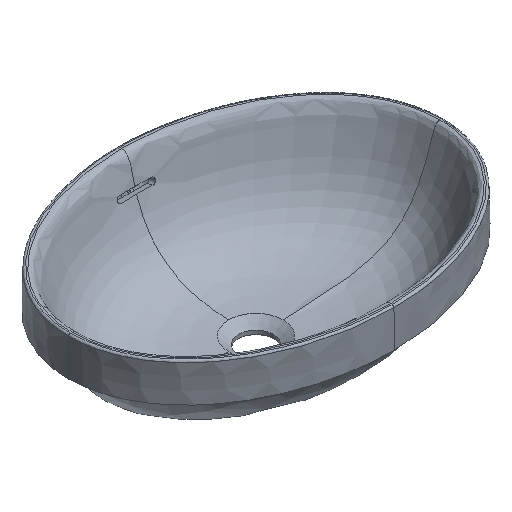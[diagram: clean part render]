
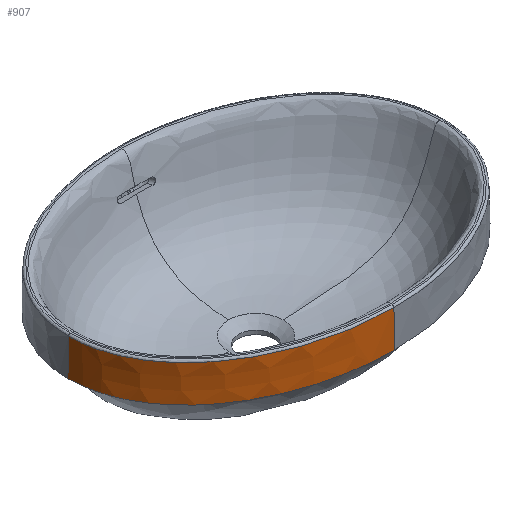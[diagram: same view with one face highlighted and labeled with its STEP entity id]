
A CAD part, isometric view. The second image highlights one B-rep face of the part: STEP entity #907.
In plain terms, the highlighted free-form (B-spline) face has degree [3, 3] with [4, 10] control points.
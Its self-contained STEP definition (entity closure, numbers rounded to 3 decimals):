
#846=B_SPLINE_SURFACE_WITH_KNOTS('',3,3,((#16516,#16517,#16518,#16519,#16520,
#16521,#16522,#16523,#16524,#16525),(#16526,#16527,#16528,#16529,#16530,
#16531,#16532,#16533,#16534,#16535),(#16536,#16537,#16538,#16539,#16540,
#16541,#16542,#16543,#16544,#16545),(#16546,#16547,#16548,#16549,#16550,
#16551,#16552,#16553,#16554,#16555)),.UNSPECIFIED.,.F.,.F.,.F.,(4,4),(4,
3,3,4),(0.,1.),(0.,0.5,0.75,1.),.UNSPECIFIED.);
#907=ADVANCED_FACE('',(#1277),#846,.T.);
#1277=FACE_OUTER_BOUND('',#1593,.T.);
#1593=EDGE_LOOP('',(#2441,#2442,#2443,#2444));
#1994=B_SPLINE_CURVE_WITH_KNOTS('',3,(#16460,#16461,#16462,#16463),
 .UNSPECIFIED.,.F.,.F.,(4,4),(0.,1.),.UNSPECIFIED.);
#1995=B_SPLINE_CURVE_WITH_KNOTS('',3,(#16466,#16467,#16468,#16469,#16470,
#16471,#16472,#16473,#16474,#16475,#16476,#16477,#16478,#16479,#16480,#16481,
#16482,#16483,#16484,#16485,#16486,#16487),.UNSPECIFIED.,.F.,.F.,(4,2,2,
2,2,2,2,2,2,2,4),(0.,0.25,0.375,0.5,0.563,0.625,0.688,0.75,
0.813,0.875,1.),.UNSPECIFIED.);
#1996=B_SPLINE_CURVE_WITH_KNOTS('',3,(#16489,#16490,#16491,#16492),
 .UNSPECIFIED.,.F.,.F.,(4,4),(0.,1.),.UNSPECIFIED.);
#1997=B_SPLINE_CURVE_WITH_KNOTS('',3,(#16494,#16495,#16496,#16497,#16498,
#16499,#16500,#16501,#16502,#16503,#16504,#16505,#16506,#16507,#16508,#16509,
#16510,#16511,#16512,#16513,#16514,#16515),.UNSPECIFIED.,.F.,.F.,(4,2,2,
2,2,2,2,2,2,2,4),(0.,0.125,0.188,0.25,0.313,0.375,0.438,0.5,0.625,0.75,
1.),.UNSPECIFIED.);
#2441=ORIENTED_EDGE('',*,*,#4467,.T.);
#2442=ORIENTED_EDGE('',*,*,#4468,.T.);
#2443=ORIENTED_EDGE('',*,*,#4469,.F.);
#2444=ORIENTED_EDGE('',*,*,#4470,.T.);
#3985=VERTEX_POINT('',#16464);
#3986=VERTEX_POINT('',#16465);
#3987=VERTEX_POINT('',#16488);
#3988=VERTEX_POINT('',#16493);
#4467=EDGE_CURVE('',#3985,#3986,#1994,.T.);
#4468=EDGE_CURVE('',#3986,#3987,#1995,.T.);
#4469=EDGE_CURVE('',#3988,#3987,#1996,.T.);
#4470=EDGE_CURVE('',#3988,#3985,#1997,.T.);
#16460=CARTESIAN_POINT('',(0.,-182.503,75.));
#16461=CARTESIAN_POINT('',(0.,-182.185,90.85));
#16462=CARTESIAN_POINT('',(0.,-181.867,106.7));
#16463=CARTESIAN_POINT('',(0.,-181.549,122.55));
#16464=CARTESIAN_POINT('',(0.,-182.503,75.));
#16465=CARTESIAN_POINT('',(0.,-181.549,122.55));
#16466=CARTESIAN_POINT('',(0.,-181.549,122.55));
#16467=CARTESIAN_POINT('',(-28.325,-181.549,122.55));
#16468=CARTESIAN_POINT('',(-56.173,-178.025,122.55));
#16469=CARTESIAN_POINT('',(-97.192,-167.185,122.55));
#16470=CARTESIAN_POINT('',(-110.566,-162.663,122.55));
#16471=CARTESIAN_POINT('',(-136.369,-151.777,122.55));
#16472=CARTESIAN_POINT('',(-148.848,-145.405,122.55));
#16473=CARTESIAN_POINT('',(-166.808,-134.183,122.55));
#16474=CARTESIAN_POINT('',(-172.683,-130.147,122.55));
#16475=CARTESIAN_POINT('',(-183.919,-121.612,122.55));
#16476=CARTESIAN_POINT('',(-189.306,-117.098,122.55));
#16477=CARTESIAN_POINT('',(-199.578,-107.534,122.55));
#16478=CARTESIAN_POINT('',(-204.463,-102.484,122.55));
#16479=CARTESIAN_POINT('',(-213.664,-91.775,122.55));
#16480=CARTESIAN_POINT('',(-217.999,-86.08,122.55));
#16481=CARTESIAN_POINT('',(-225.81,-74.292,122.55));
#16482=CARTESIAN_POINT('',(-229.309,-68.177,122.55));
#16483=CARTESIAN_POINT('',(-235.43,-55.473,122.55));
#16484=CARTESIAN_POINT('',(-238.06,-48.854,122.55));
#16485=CARTESIAN_POINT('',(-244.424,-28.429,122.55));
#16486=CARTESIAN_POINT('',(-246.549,-14.265,122.55));
#16487=CARTESIAN_POINT('',(-246.549,0.,122.55));
#16488=CARTESIAN_POINT('',(-246.549,0.,122.55));
#16489=CARTESIAN_POINT('',(-247.503,0.,75.));
#16490=CARTESIAN_POINT('',(-247.185,0.,90.85));
#16491=CARTESIAN_POINT('',(-246.867,0.,106.7));
#16492=CARTESIAN_POINT('',(-246.549,0.,122.55));
#16493=CARTESIAN_POINT('',(-247.503,0.,75.));
#16494=CARTESIAN_POINT('',(-247.503,0.,75.));
#16495=CARTESIAN_POINT('',(-247.503,-14.341,75.));
#16496=CARTESIAN_POINT('',(-245.413,-28.326,75.));
#16497=CARTESIAN_POINT('',(-239.107,-48.765,75.));
#16498=CARTESIAN_POINT('',(-236.474,-55.456,75.));
#16499=CARTESIAN_POINT('',(-230.356,-68.248,75.));
#16500=CARTESIAN_POINT('',(-226.856,-74.405,75.));
#16501=CARTESIAN_POINT('',(-219.037,-86.276,75.));
#16502=CARTESIAN_POINT('',(-214.693,-92.014,75.));
#16503=CARTESIAN_POINT('',(-205.466,-102.807,75.));
#16504=CARTESIAN_POINT('',(-200.566,-107.897,75.));
#16505=CARTESIAN_POINT('',(-190.259,-117.536,75.));
#16506=CARTESIAN_POINT('',(-184.852,-122.084,75.));
#16507=CARTESIAN_POINT('',(-173.575,-130.684,75.));
#16508=CARTESIAN_POINT('',(-167.676,-134.752,75.));
#16509=CARTESIAN_POINT('',(-149.63,-146.069,75.));
#16510=CARTESIAN_POINT('',(-137.091,-152.493,75.));
#16511=CARTESIAN_POINT('',(-111.161,-163.467,75.));
#16512=CARTESIAN_POINT('',(-97.728,-168.023,75.));
#16513=CARTESIAN_POINT('',(-56.481,-178.953,75.));
#16514=CARTESIAN_POINT('',(-28.48,-182.503,75.));
#16515=CARTESIAN_POINT('',(0.,-182.503,75.));
#16516=CARTESIAN_POINT('',(0.,-182.509,74.715));
#16517=CARTESIAN_POINT('',(-64.442,-182.509,74.715));
#16518=CARTESIAN_POINT('',(-126.419,-163.743,74.715));
#16519=CARTESIAN_POINT('',(-172.191,-131.536,74.715));
#16520=CARTESIAN_POINT('',(-195.077,-115.432,74.715));
#16521=CARTESIAN_POINT('',(-213.911,-95.975,74.715));
#16522=CARTESIAN_POINT('',(-227.017,-73.84,74.715));
#16523=CARTESIAN_POINT('',(-240.122,-51.705,74.715));
#16524=CARTESIAN_POINT('',(-247.509,-26.898,74.715));
#16525=CARTESIAN_POINT('',(-247.509,0.,74.715));
#16526=CARTESIAN_POINT('',(0.,-182.187,90.755));
#16527=CARTESIAN_POINT('',(-64.38,-182.187,90.755));
#16528=CARTESIAN_POINT('',(-126.297,-163.435,90.755));
#16529=CARTESIAN_POINT('',(-172.006,-131.272,90.755));
#16530=CARTESIAN_POINT('',(-194.86,-115.191,90.755));
#16531=CARTESIAN_POINT('',(-213.661,-95.765,90.755));
#16532=CARTESIAN_POINT('',(-226.74,-73.676,90.755));
#16533=CARTESIAN_POINT('',(-239.818,-51.586,90.755));
#16534=CARTESIAN_POINT('',(-247.187,-26.839,90.755));
#16535=CARTESIAN_POINT('',(-247.187,0.,90.755));
#16536=CARTESIAN_POINT('',(0.,-181.865,106.795));
#16537=CARTESIAN_POINT('',(-64.318,-181.865,106.795));
#16538=CARTESIAN_POINT('',(-126.176,-163.127,106.795));
#16539=CARTESIAN_POINT('',(-171.821,-131.009,106.795));
#16540=CARTESIAN_POINT('',(-194.643,-114.95,106.795));
#16541=CARTESIAN_POINT('',(-213.411,-95.556,106.795));
#16542=CARTESIAN_POINT('',(-226.462,-73.512,106.795));
#16543=CARTESIAN_POINT('',(-239.514,-51.467,106.795));
#16544=CARTESIAN_POINT('',(-246.865,-26.779,106.795));
#16545=CARTESIAN_POINT('',(-246.865,0.,106.795));
#16546=CARTESIAN_POINT('',(0.,-181.543,122.836));
#16547=CARTESIAN_POINT('',(-64.256,-181.543,122.836));
#16548=CARTESIAN_POINT('',(-126.054,-162.819,122.836));
#16549=CARTESIAN_POINT('',(-171.635,-130.746,122.836));
#16550=CARTESIAN_POINT('',(-194.426,-114.709,122.836));
#16551=CARTESIAN_POINT('',(-213.16,-95.347,122.836));
#16552=CARTESIAN_POINT('',(-226.185,-73.348,122.836));
#16553=CARTESIAN_POINT('',(-239.211,-51.348,122.836));
#16554=CARTESIAN_POINT('',(-246.543,-26.72,122.836));
#16555=CARTESIAN_POINT('',(-246.543,0.,122.836));
